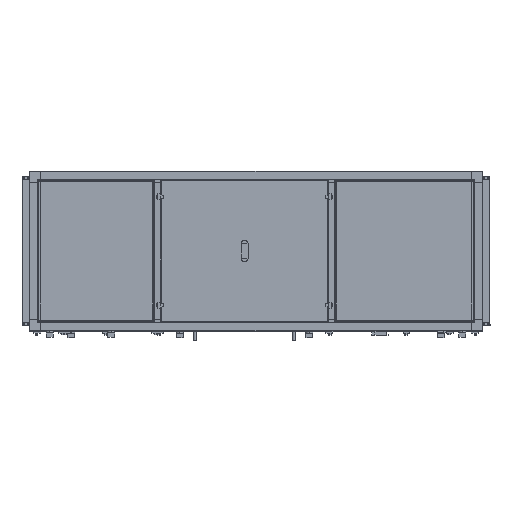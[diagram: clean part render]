
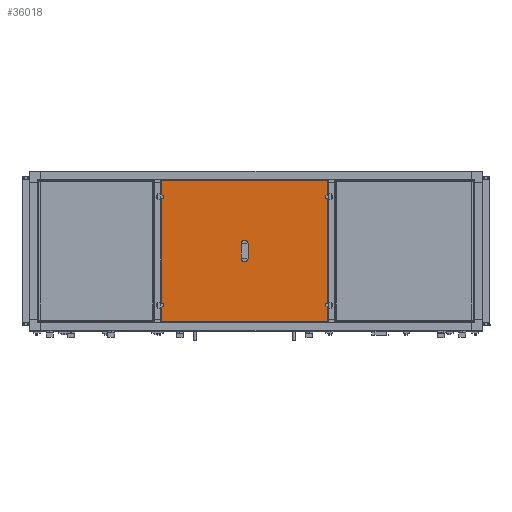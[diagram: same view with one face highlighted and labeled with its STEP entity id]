
A CAD part, top view. The second image highlights one B-rep face of the part: STEP entity #36018.
In plain terms, the highlighted planar face has unit normal (0, 0, 1).
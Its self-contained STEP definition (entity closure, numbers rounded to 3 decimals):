
#6453 = FACE_OUTER_BOUND ( 'NONE', #93157, .T. ) ;
#10206 = DIRECTION ( 'NONE',  ( 1., 0., 0. ) ) ;
#13701 = VERTEX_POINT ( 'NONE', #109953 ) ;
#18767 = PLANE ( 'NONE',  #49386 ) ;
#20459 = CARTESIAN_POINT ( 'NONE',  ( -548.2, 466.2, 0. ) ) ;
#20677 = VERTEX_POINT ( 'NONE', #183388 ) ;
#34772 = VECTOR ( 'NONE', #49750, 1000. ) ;
#34822 = DIRECTION ( 'NONE',  ( 1., 0., 0. ) ) ;
#35328 = VERTEX_POINT ( 'NONE', #135750 ) ;
#36018 = ADVANCED_FACE ( 'NONE', ( #6453 ), #18767, .T. ) ;
#39486 = EDGE_CURVE ( 'NONE', #136108, #35328, #50705, .T. ) ;
#49386 = AXIS2_PLACEMENT_3D ( 'NONE', #50905, #65085, #34822 ) ;
#49750 = DIRECTION ( 'NONE',  ( 0., -1., 0. ) ) ;
#50705 = LINE ( 'NONE', #20459, #34772 ) ;
#50905 = CARTESIAN_POINT ( 'NONE',  ( 0., 0., 0. ) ) ;
#55713 = LINE ( 'NONE', #68049, #61501 ) ;
#61254 = CARTESIAN_POINT ( 'NONE',  ( -548.2, 466.2, 0. ) ) ;
#61501 = VECTOR ( 'NONE', #84130, 1000. ) ;
#65085 = DIRECTION ( 'NONE',  ( 0., 0., 1. ) ) ;
#65412 = EDGE_CURVE ( 'NONE', #13701, #136108, #132177, .T. ) ;
#68049 = CARTESIAN_POINT ( 'NONE',  ( 548.2, 466.2, 0. ) ) ;
#71153 = EDGE_CURVE ( 'NONE', #20677, #13701, #55713, .T. ) ;
#78716 = ORIENTED_EDGE ( 'NONE', *, *, #39486, .T. ) ;
#83027 = CARTESIAN_POINT ( 'NONE',  ( -548.2, -466.2, 0. ) ) ;
#84130 = DIRECTION ( 'NONE',  ( 0., 1., 0. ) ) ;
#93157 = EDGE_LOOP ( 'NONE', ( #96153, #101598, #78716, #161562 ) ) ;
#96153 = ORIENTED_EDGE ( 'NONE', *, *, #71153, .T. ) ;
#101598 = ORIENTED_EDGE ( 'NONE', *, *, #65412, .T. ) ;
#109953 = CARTESIAN_POINT ( 'NONE',  ( 548.2, 466.2, 0. ) ) ;
#129929 = VECTOR ( 'NONE', #159609, 1000. ) ;
#132177 = LINE ( 'NONE', #61254, #129929 ) ;
#135750 = CARTESIAN_POINT ( 'NONE',  ( -548.2, -466.2, 0. ) ) ;
#136108 = VERTEX_POINT ( 'NONE', #142402 ) ;
#141731 = VECTOR ( 'NONE', #10206, 1000. ) ;
#142402 = CARTESIAN_POINT ( 'NONE',  ( -548.2, 466.2, 0. ) ) ;
#159609 = DIRECTION ( 'NONE',  ( -1., 0., 0. ) ) ;
#161562 = ORIENTED_EDGE ( 'NONE', *, *, #184625, .T. ) ;
#167250 = LINE ( 'NONE', #83027, #141731 ) ;
#183388 = CARTESIAN_POINT ( 'NONE',  ( 548.2, -466.2, 0. ) ) ;
#184625 = EDGE_CURVE ( 'NONE', #35328, #20677, #167250, .T. ) ;
